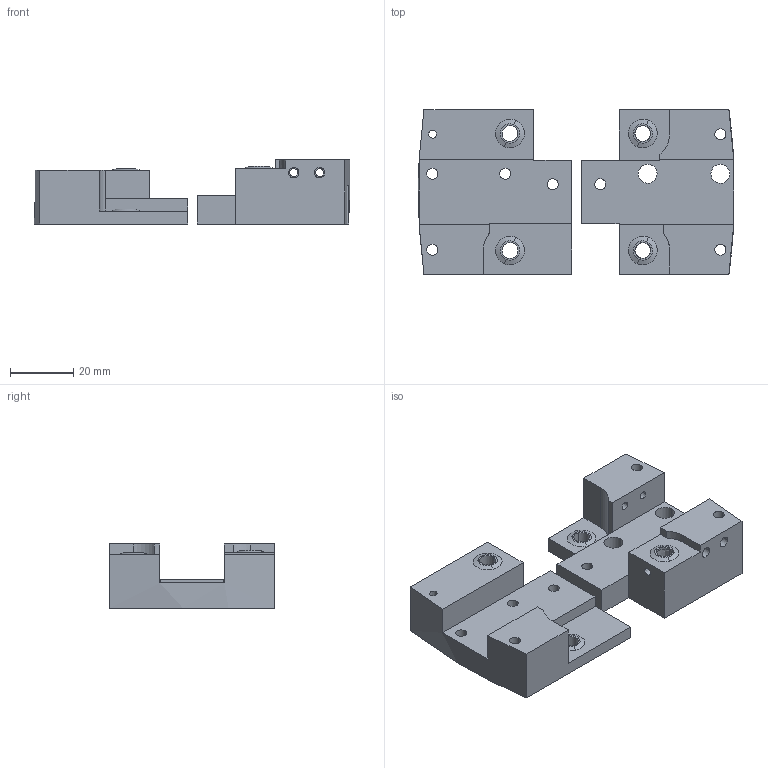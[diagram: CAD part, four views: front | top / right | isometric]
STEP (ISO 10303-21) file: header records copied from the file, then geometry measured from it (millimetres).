
FILE_DESCRIPTION(/* description */ (''),/* implementation_level */ '2;1');
FILE_NAME(/* name */ 'XY_Bracket_XY_R',/* time_stamp */ '2018-06-11T21:06:38+02:00',/* author */ (''),/* organization */ (''),/* preprocessor_version */ 'ST-DEVELOPER v16.5',/* originating_system */ '',/* authorisation */ '');
FILE_SCHEMA (('AUTOMOTIVE_DESIGN'));
Length unit declared in the file: millimetre
Products named in the file (1): Document
Bounding box: 99.65 x 52 x 20.23 mm (x, y, z)
Volume: 24693 mm3; surface area: 18052.3 mm2
Topology: 1 solids, 2 shells, 118 faces, 324 edges, 210 vertices
Faces by surface type: bspline 72, plane 46
Entity records: 4000 total; most frequent: CARTESIAN_POINT 2084, ORIENTED_EDGE 646, EDGE_CURVE 324, VERTEX_POINT 210, EDGE_LOOP 157, B_SPLINE_CURVE_WITH_KNOTS 131, ADVANCED_FACE 118, FACE_OUTER_BOUND 118
